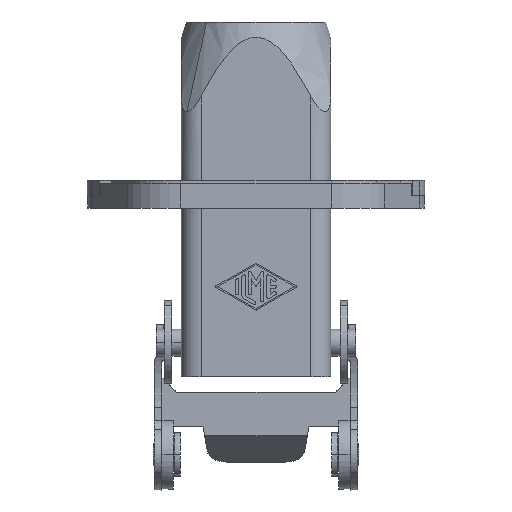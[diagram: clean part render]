
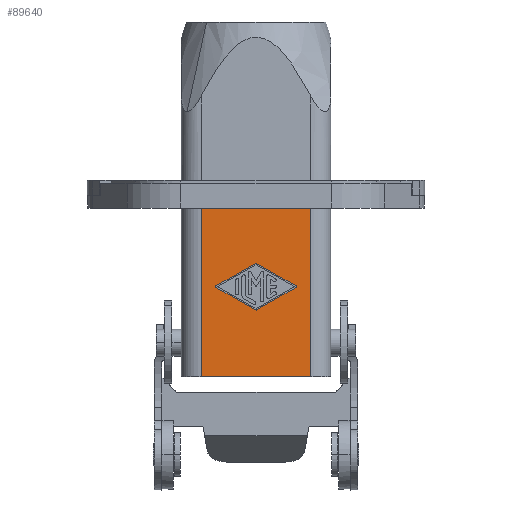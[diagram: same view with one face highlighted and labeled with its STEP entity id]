
A CAD part, front view. The second image highlights one B-rep face of the part: STEP entity #89640.
In plain terms, the highlighted planar face has unit normal (0, -1, 0).
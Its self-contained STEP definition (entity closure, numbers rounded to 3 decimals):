
#23260=CARTESIAN_POINT('',(51.266,28.359,27.1));
#23270=VERTEX_POINT('',#23260);
#23320=CARTESIAN_POINT('',(0.,28.359,27.1));
#23330=DIRECTION('',(-1.,0.,0.));
#23340=VECTOR('',#23330,1.);
#23350=LINE('',#23320,#23340);
#23360=CARTESIAN_POINT('',(33.666,28.359,27.1));
#23370=VERTEX_POINT('',#23360);
#23380=EDGE_CURVE('',#23270,#23370,#23350,.T.);
#46700=CARTESIAN_POINT('',(33.666,28.359,0.));
#46710=VERTEX_POINT('',#46700);
#46740=CARTESIAN_POINT('',(0.,28.359,0.));
#46750=DIRECTION('',(-1.,0.,0.));
#46760=VECTOR('',#46750,1.);
#46770=LINE('',#46740,#46760);
#46780=CARTESIAN_POINT('',(51.266,28.359,0.));
#46790=VERTEX_POINT('',#46780);
#46800=EDGE_CURVE('',#46790,#46710,#46770,.T.);
#48150=CARTESIAN_POINT('',(51.266,28.359,0.));
#48160=DIRECTION('',(0.,0.,1.));
#48170=VECTOR('',#48160,1.);
#48180=LINE('',#48150,#48170);
#48590=CARTESIAN_POINT('',(33.666,28.359,0.));
#48600=DIRECTION('',(0.,0.,-1.));
#48610=VECTOR('',#48600,1.);
#48620=LINE('',#48590,#48610);
#48630=EDGE_CURVE('',#23370,#46710,#48620,.T.);
#55850=EDGE_CURVE('',#46790,#23270,#48180,.T.);
#88830=CARTESIAN_POINT('',(-39.952,28.359,55.082)
);
#88840=DIRECTION('',(0.,-1.,0.));
#88850=DIRECTION('',(1.,0.,0.));
#88860=AXIS2_PLACEMENT_3D('',#88830,#88840,#88850);
#88870=PLANE('',#88860);
#88880=ORIENTED_EDGE('',*,*,#23380,.T.);
#88890=ORIENTED_EDGE('',*,*,#55850,.T.);
#88900=ORIENTED_EDGE('',*,*,#46800,.F.);
#88910=ORIENTED_EDGE('',*,*,#48630,.T.);
#88920=EDGE_LOOP('',(#88910,#88900,#88890,#88880));
#88930=FACE_OUTER_BOUND('',#88920,.T.);
#88940=CARTESIAN_POINT('',(42.466,28.359,18.));
#88950=DIRECTION('',(0.,-1.,0.));
#88960=DIRECTION('',(1.,0.,0.));
#88970=AXIS2_PLACEMENT_3D('',#88940,#88950,#88960);
#88980=CIRCLE('',#88970,0.25);
#88990=CARTESIAN_POINT('',(42.59,28.359,18.217))
;
#89000=VERTEX_POINT('',#88990);
#89010=CARTESIAN_POINT('',(42.342,28.359,18.217))
;
#89020=VERTEX_POINT('',#89010);
#89030=EDGE_CURVE('',#89000,#89020,#88980,.T.);
#89040=ORIENTED_EDGE('',*,*,#89030,.F.);
#89050=CARTESIAN_POINT('',(0.,28.359,-5.985));
#89060=DIRECTION('',(0.868,0.,
0.496));
#89070=VECTOR('',#89060,1.);
#89080=LINE('',#89050,#89070);
#89090=CARTESIAN_POINT('',(36.029,28.359,14.609))
;
#89100=VERTEX_POINT('',#89090);
#89110=EDGE_CURVE('',#89100,#89020,#89080,.T.);
#89120=ORIENTED_EDGE('',*,*,#89110,.T.);
#89130=CARTESIAN_POINT('',(36.091,28.359,14.5));
#89140=DIRECTION('',(0.,-1.,0.));
#89150=DIRECTION('',(1.,0.,0.));
#89160=AXIS2_PLACEMENT_3D('',#89130,#89140,#89150);
#89170=CIRCLE('',#89160,0.125);
#89180=CARTESIAN_POINT('',(36.029,28.359,14.391))
;
#89190=VERTEX_POINT('',#89180);
#89200=EDGE_CURVE('',#89100,#89190,#89170,.T.);
#89210=ORIENTED_EDGE('',*,*,#89200,.F.);
#89220=CARTESIAN_POINT('',(0.,28.359,34.985));
#89230=DIRECTION('',(-0.868,0.,
0.496));
#89240=VECTOR('',#89230,1.);
#89250=LINE('',#89220,#89240);
#89260=CARTESIAN_POINT('',(42.342,28.359,10.783))
;
#89270=VERTEX_POINT('',#89260);
#89280=EDGE_CURVE('',#89270,#89190,#89250,.T.);
#89290=ORIENTED_EDGE('',*,*,#89280,.T.);
#89300=CARTESIAN_POINT('',(42.466,28.359,11.));
#89310=DIRECTION('',(0.,-1.,0.));
#89320=DIRECTION('',(1.,0.,0.));
#89330=AXIS2_PLACEMENT_3D('',#89300,#89310,#89320);
#89340=CIRCLE('',#89330,0.25);
#89350=CARTESIAN_POINT('',(42.59,28.359,10.783))
;
#89360=VERTEX_POINT('',#89350);
#89370=EDGE_CURVE('',#89270,#89360,#89340,.T.);
#89380=ORIENTED_EDGE('',*,*,#89370,.F.);
#89390=CARTESIAN_POINT('',(0.,28.359,-13.561));
#89400=DIRECTION('',(-0.868,0.,
-0.496));
#89410=VECTOR('',#89400,1.);
#89420=LINE('',#89390,#89410);
#89430=CARTESIAN_POINT('',(48.903,28.359,14.391))
;
#89440=VERTEX_POINT('',#89430);
#89450=EDGE_CURVE('',#89440,#89360,#89420,.T.);
#89460=ORIENTED_EDGE('',*,*,#89450,.T.);
#89470=CARTESIAN_POINT('',(48.841,28.359,14.5));
#89480=DIRECTION('',(0.,-1.,0.));
#89490=DIRECTION('',(1.,0.,0.));
#89500=AXIS2_PLACEMENT_3D('',#89470,#89480,#89490);
#89510=CIRCLE('',#89500,0.125);
#89520=CARTESIAN_POINT('',(48.903,28.359,14.609))
;
#89530=VERTEX_POINT('',#89520);
#89540=EDGE_CURVE('',#89440,#89530,#89510,.T.);
#89550=ORIENTED_EDGE('',*,*,#89540,.F.);
#89560=CARTESIAN_POINT('',(0.,28.359,42.561));
#89570=DIRECTION('',(0.868,0.,
-0.496));
#89580=VECTOR('',#89570,1.);
#89590=LINE('',#89560,#89580);
#89600=EDGE_CURVE('',#89000,#89530,#89590,.T.);
#89610=ORIENTED_EDGE('',*,*,#89600,.T.);
#89620=EDGE_LOOP('',(#89610,#89550,#89460,#89380,#89290,#89210,#89120,
#89040));
#89630=FACE_BOUND('',#89620,.T.);
#89640=ADVANCED_FACE('',(#88930,#89630),#88870,.T.);
